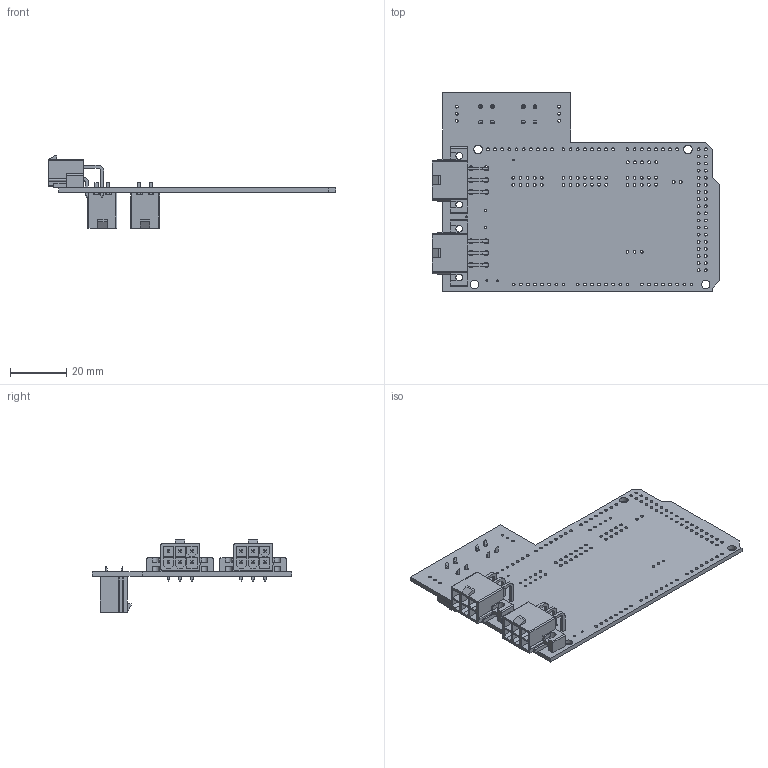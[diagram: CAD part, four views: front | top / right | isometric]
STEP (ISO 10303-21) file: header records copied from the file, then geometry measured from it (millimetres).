
FILE_DESCRIPTION(('KiCad electronic assembly'),'2;1');
FILE_NAME('CONTROLLER_Standby Instrument.step','2023-01-21T17:33:55',( 'Pcbnew'),('Kicad'),'Open CASCADE STEP processor 7.6', 'KiCad to STEP converter','Unknown');
FILE_SCHEMA(('AUTOMOTIVE_DESIGN { 1 0 10303 214 1 1 1 1 }'));
Length unit declared in the file: millimetre
Products named in the file (6): CONTROLLER_Standby Instrument 1; Molex_Mini-Fit_Jr_5566-06A2_2x03_P4.20mm_Horizontal; COMPOUND; Molex_Mini-Fit_Jr_5566-04A_2x02_P4.20mm_Vertical; SOLID; CONTROLLER_Standby Instrument PCB
Assembly tree (7 placements, depth 3):
  CONTROLLER_Standby Instrument 1
    Molex_Mini-Fit_Jr_5566-06A2_2x03_P4.20mm_Horizontal  x2
      COMPOUND
    Molex_Mini-Fit_Jr_5566-04A_2x02_P4.20mm_Vertical  x2
      SOLID
    CONTROLLER_Standby Instrument PCB
Bounding box: 102.8 x 71.12 x 25.9 mm (x, y, z)
Volume: 13551.5 mm3; surface area: 20669.6 mm2
Topology: 5 solids, 5 shells, 860 faces, 2278 edges, 1480 vertices
Faces by surface type: plane 646, cylinder 214
Full cylindrical faces by diameter (mm): 0.7 x6, 1 x136, 1.4 x8, 1.8 x12, 2.4 x4, 3.048 x4, 3.2 x4
Entity records: 35593 total; most frequent: CARTESIAN_POINT 5810, DIRECTION 5662, LINE 3458, VECTOR 3458, ORIENTED_EDGE 2824, PCURVE 2824, DEFINITIONAL_REPRESENTATION 2824, EDGE_CURVE 1412
